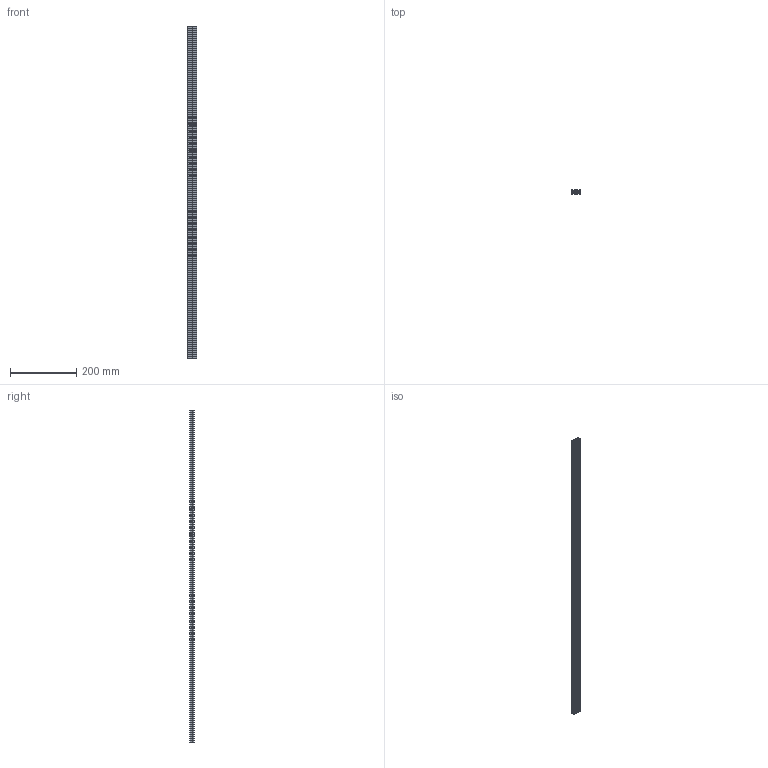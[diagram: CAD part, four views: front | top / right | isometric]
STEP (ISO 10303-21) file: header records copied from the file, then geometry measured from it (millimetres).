
FILE_DESCRIPTION (( 'STEP AP203' ), '1' );
FILE_NAME ('REV-41-1093-A.STEP', '2019-08-05T23:27:00', ( '' ), ( '' ), 'SwSTEP 2.0', 'SolidWorks 2018', '' );
FILE_SCHEMA (( 'CONFIG_CONTROL_DESIGN' ));
Length unit declared in the file: millimetre
Products named in the file (1): REV-41-1093-A
Bounding box: 30 x 15 x 1000 mm (x, y, z)
Volume: 175889 mm3; surface area: 268292 mm2
Topology: 1 solids, 1 shells, 254 faces, 756 edges, 504 vertices
Faces by surface type: cylinder 152, plane 102
Entity records: 8733 total; most frequent: DIRECTION 1570, CARTESIAN_POINT 1515, ORIENTED_EDGE 1512, EDGE_CURVE 756, AXIS2_PLACEMENT_3D 559, VERTEX_POINT 504, LINE 452, VECTOR 452
